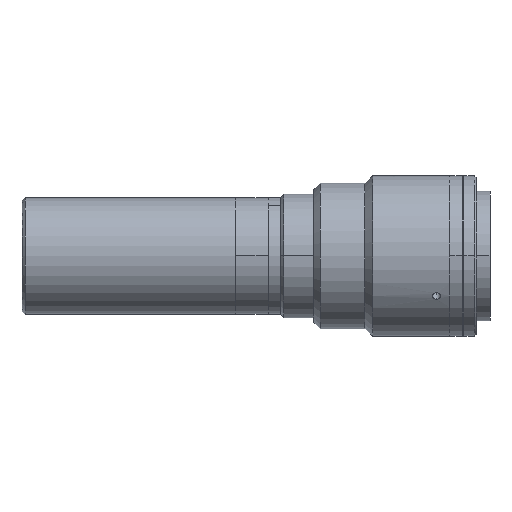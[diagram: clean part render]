
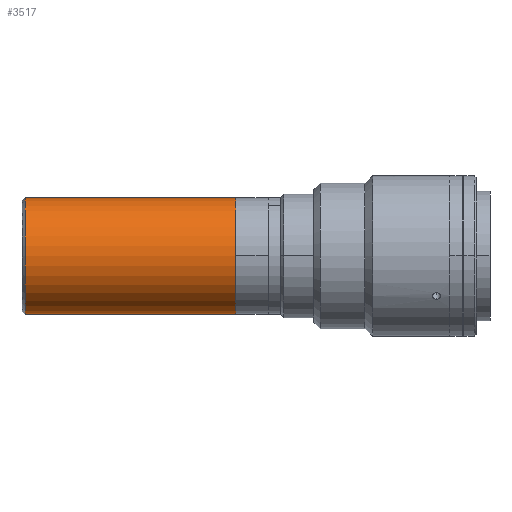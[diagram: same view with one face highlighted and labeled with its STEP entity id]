
A CAD part, top view. The second image highlights one B-rep face of the part: STEP entity #3517.
In plain terms, the highlighted cylindrical face has radius 18.85 mm (diameter 37.7 mm), a partial arc.
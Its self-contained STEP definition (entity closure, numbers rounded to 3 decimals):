
#168 = VERTEX_POINT ( 'NONE', #582 ) ;
#238 = ORIENTED_EDGE ( 'NONE', *, *, #3372, .T. ) ;
#582 = CARTESIAN_POINT ( 'NONE',  ( -55.164, 18.85, 0. ) ) ;
#603 = CARTESIAN_POINT ( 'NONE',  ( 0., -18.85, 0. ) ) ;
#672 = CYLINDRICAL_SURFACE ( 'NONE', #2042, 18.85 ) ;
#730 = EDGE_CURVE ( 'NONE', #1600, #3467, #3186, .T. ) ;
#763 = CARTESIAN_POINT ( 'NONE',  ( 0., 0., 0. ) ) ;
#850 = CARTESIAN_POINT ( 'NONE',  ( 13.1, 0., 0. ) ) ;
#897 = DIRECTION ( 'NONE',  ( 1., 0., 0. ) ) ;
#972 = CARTESIAN_POINT ( 'NONE',  ( -55.164, -18.85, 0. ) ) ;
#1050 = EDGE_LOOP ( 'NONE', ( #1419, #238, #1793, #1457 ) ) ;
#1109 = DIRECTION ( 'NONE',  ( 0., -1., 0. ) ) ;
#1114 = CIRCLE ( 'NONE', #2219, 18.85 ) ;
#1173 = CARTESIAN_POINT ( 'NONE',  ( 13.1, 18.85, 0. ) ) ;
#1296 = CARTESIAN_POINT ( 'NONE',  ( 0., 18.85, 0. ) ) ;
#1311 = VECTOR ( 'NONE', #3456, 1000. ) ;
#1363 = VERTEX_POINT ( 'NONE', #1173 ) ;
#1419 = ORIENTED_EDGE ( 'NONE', *, *, #1729, .F. ) ;
#1457 = ORIENTED_EDGE ( 'NONE', *, *, #1765, .F. ) ;
#1516 = VECTOR ( 'NONE', #2525, 1000. ) ;
#1589 = FACE_OUTER_BOUND ( 'NONE', #1050, .T. ) ;
#1600 = VERTEX_POINT ( 'NONE', #972 ) ;
#1729 = EDGE_CURVE ( 'NONE', #168, #1363, #3665, .T. ) ;
#1765 = EDGE_CURVE ( 'NONE', #1363, #3467, #2029, .T. ) ;
#1782 = DIRECTION ( 'NONE',  ( 1., 0., 0. ) ) ;
#1793 = ORIENTED_EDGE ( 'NONE', *, *, #730, .T. ) ;
#2029 = CIRCLE ( 'NONE', #2644, 18.85 ) ;
#2042 = AXIS2_PLACEMENT_3D ( 'NONE', #763, #1782, #3482 ) ;
#2219 = AXIS2_PLACEMENT_3D ( 'NONE', #2584, #897, #2931 ) ;
#2525 = DIRECTION ( 'NONE',  ( 1., 0., 0. ) ) ;
#2584 = CARTESIAN_POINT ( 'NONE',  ( -55.164, 0., 0. ) ) ;
#2644 = AXIS2_PLACEMENT_3D ( 'NONE', #850, #2857, #1109 ) ;
#2659 = CARTESIAN_POINT ( 'NONE',  ( 13.1, -18.85, 0. ) ) ;
#2857 = DIRECTION ( 'NONE',  ( 1., 0., 0. ) ) ;
#2931 = DIRECTION ( 'NONE',  ( 0., -1., 0. ) ) ;
#3186 = LINE ( 'NONE', #603, #1516 ) ;
#3372 = EDGE_CURVE ( 'NONE', #168, #1600, #1114, .T. ) ;
#3456 = DIRECTION ( 'NONE',  ( 1., 0., 0. ) ) ;
#3467 = VERTEX_POINT ( 'NONE', #2659 ) ;
#3482 = DIRECTION ( 'NONE',  ( 0., -1., 0. ) ) ;
#3517 = ADVANCED_FACE ( 'NONE', ( #1589 ), #672, .T. ) ;
#3665 = LINE ( 'NONE', #1296, #1311 ) ;
